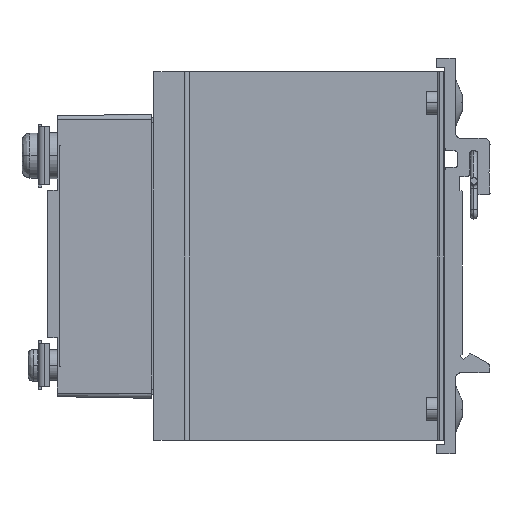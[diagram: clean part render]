
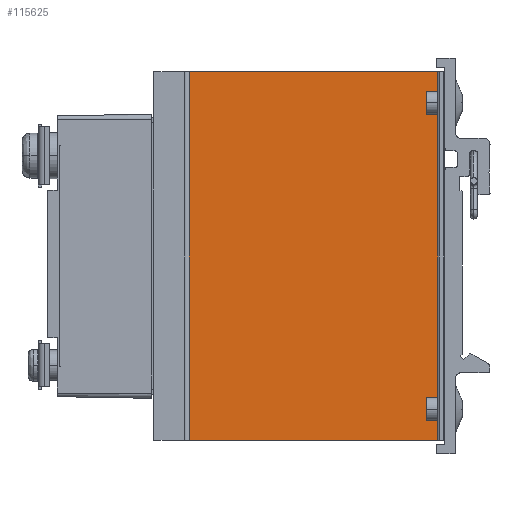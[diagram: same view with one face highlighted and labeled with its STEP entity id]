
A CAD part, left-side view. The second image highlights one B-rep face of the part: STEP entity #115625.
In plain terms, the highlighted planar face has unit normal (-1, 0, 0).
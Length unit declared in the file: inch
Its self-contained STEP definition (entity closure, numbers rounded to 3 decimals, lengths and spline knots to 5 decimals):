
#410 = AXIS2_PLACEMENT_3D ( 'NONE', #2197, #2198, #2199 ) ;
#2196 = PLANE ( 'NONE',  #410 ) ;
#2197 = CARTESIAN_POINT ( 'NONE',  ( -1.64397, -2.73234, -3.58957 ) ) ;
#2198 = DIRECTION ( 'NONE',  ( -1., 0., 0. ) ) ;
#2199 = DIRECTION ( 'NONE',  ( 0., 0., 1. ) ) ;
#2965 = FACE_OUTER_BOUND ( 'NONE', #117263, .T. ) ;
#7978 = LINE ( 'NONE', #8873, #9537 ) ;
#7983 = LINE ( 'NONE', #8879, #9540 ) ;
#7985 = LINE ( 'NONE', #8893, #9542 ) ;
#7990 = LINE ( 'NONE', #8899, #9545 ) ;
#8873 = CARTESIAN_POINT ( 'NONE',  ( -1.64397, -1.72334, -3.58957 ) ) ;
#8874 = DIRECTION ( 'NONE',  ( 0., -1., 0. ) ) ;
#8879 = CARTESIAN_POINT ( 'NONE',  ( -1.64397, -1.72334, -0.58957 ) ) ;
#8880 = DIRECTION ( 'NONE',  ( 0., 1., 0. ) ) ;
#8893 = CARTESIAN_POINT ( 'NONE',  ( -1.64397, -2.73234, -2.08957 ) ) ;
#8894 = DIRECTION ( 'NONE',  ( 0., 0., 1. ) ) ;
#8899 = CARTESIAN_POINT ( 'NONE',  ( -1.64397, -0.71434, -2.08957 ) ) ;
#8900 = DIRECTION ( 'NONE',  ( 0., 0., -1. ) ) ;
#9537 = VECTOR ( 'NONE', #8874, 39.37008 ) ;
#9540 = VECTOR ( 'NONE', #8880, 39.37008 ) ;
#9542 = VECTOR ( 'NONE', #8894, 39.37008 ) ;
#9545 = VECTOR ( 'NONE', #8900, 39.37008 ) ;
#60108 = CARTESIAN_POINT ( 'NONE',  ( -1.64397, -0.71434, -0.58957 ) ) ;
#60109 = CARTESIAN_POINT ( 'NONE',  ( -1.64397, -2.73234, -0.58957 ) ) ;
#60110 = CARTESIAN_POINT ( 'NONE',  ( -1.64397, -2.73234, -3.58957 ) ) ;
#60111 = CARTESIAN_POINT ( 'NONE',  ( -1.64397, -0.71434, -3.58957 ) ) ;
#96191 = VERTEX_POINT ( 'NONE', #60108 ) ;
#96192 = VERTEX_POINT ( 'NONE', #60109 ) ;
#96193 = VERTEX_POINT ( 'NONE', #60110 ) ;
#96194 = VERTEX_POINT ( 'NONE', #60111 ) ;
#115625 = ADVANCED_FACE ( 'NONE', ( #2965 ), #2196, .T. ) ;
#115840 = EDGE_CURVE ( 'NONE', #96194, #96193, #7978, .T. ) ;
#115843 = EDGE_CURVE ( 'NONE', #96192, #96191, #7983, .T. ) ;
#115846 = EDGE_CURVE ( 'NONE', #96193, #96192, #7985, .T. ) ;
#115849 = EDGE_CURVE ( 'NONE', #96191, #96194, #7990, .T. ) ;
#116803 = ORIENTED_EDGE ( 'NONE', *, *, #115843, .T. ) ;
#116805 = ORIENTED_EDGE ( 'NONE', *, *, #115846, .T. ) ;
#116806 = ORIENTED_EDGE ( 'NONE', *, *, #115849, .T. ) ;
#116811 = ORIENTED_EDGE ( 'NONE', *, *, #115840, .T. ) ;
#117263 = EDGE_LOOP ( 'NONE', ( #116811, #116805, #116803, #116806 ) ) ;
